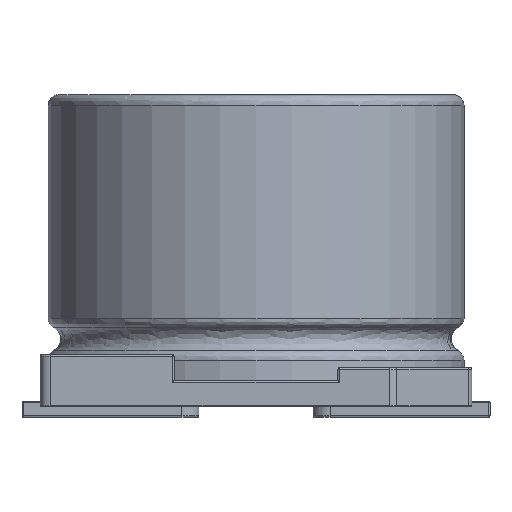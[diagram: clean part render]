
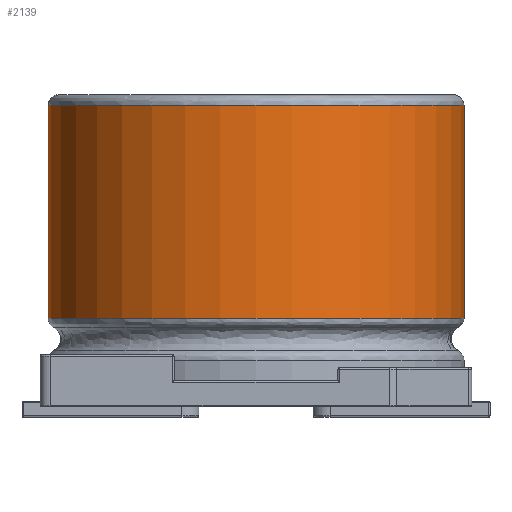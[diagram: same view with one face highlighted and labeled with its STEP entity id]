
A CAD part, front view. The second image highlights one B-rep face of the part: STEP entity #2139.
In plain terms, the highlighted cylindrical face has radius 4 mm (diameter 8 mm), a partial arc.
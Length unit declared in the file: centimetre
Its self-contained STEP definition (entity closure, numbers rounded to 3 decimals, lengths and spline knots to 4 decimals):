
#100 = CARTESIAN_POINT ( 'NONE',  ( 0., 0., 0.1903 ) ) ;
#101 = DIRECTION ( 'NONE',  ( 0., 0., 1. ) ) ;
#102 = DIRECTION ( 'NONE',  ( 1., 0., 0. ) ) ;
#131 = LINE ( 'NONE', #132, #7473 ) ;
#132 = CARTESIAN_POINT ( 'NONE',  ( -0.4, 0., 0.07 ) ) ;
#133 = DIRECTION ( 'NONE',  ( 0., 0., 1. ) ) ;
#137 = LINE ( 'NONE', #138, #7474 ) ;
#138 = CARTESIAN_POINT ( 'NONE',  ( 0.4, 0., 0.07 ) ) ;
#139 = DIRECTION ( 'NONE',  ( 0., 0., 1. ) ) ;
#747 = EDGE_CURVE ( 'NONE', #8609, #8608, #2235, .T. ) ;
#925 = EDGE_CURVE ( 'NONE', #8613, #8614, #2311, .T. ) ;
#935 = EDGE_CURVE ( 'NONE', #8613, #8608, #131, .T. ) ;
#937 = EDGE_CURVE ( 'NONE', #8614, #8609, #137, .T. ) ;
#1384 = CARTESIAN_POINT ( 'NONE',  ( 0., 0., 0.07 ) ) ;
#1385 = DIRECTION ( 'NONE',  ( 0., 0., 1. ) ) ;
#1386 = DIRECTION ( 'NONE',  ( 1., 0., 0. ) ) ;
#1445 = AXIS2_PLACEMENT_3D ( 'NONE', #1384, #1385, #1386 ) ;
#1446 = CYLINDRICAL_SURFACE ( 'NONE', #1445, 0.4 ) ;
#1705 = EDGE_LOOP ( 'NONE', ( #8438, #8439, #8440, #8437 ) ) ;
#2139 = ADVANCED_FACE ( 'NONE', ( #6336 ), #1446, .T. ) ;
#2235 = CIRCLE ( 'NONE', #13314, 0.4 ) ;
#2311 = CIRCLE ( 'NONE', #7464, 0.4 ) ;
#6336 = FACE_OUTER_BOUND ( 'NONE', #1705, .T. ) ;
#6917 = CARTESIAN_POINT ( 'NONE',  ( 0., 0., 0.6 ) ) ;
#6918 = DIRECTION ( 'NONE',  ( 0., 0., -1. ) ) ;
#6919 = DIRECTION ( 'NONE',  ( 1., 0., 0. ) ) ;
#7464 = AXIS2_PLACEMENT_3D ( 'NONE', #100, #101, #102 ) ;
#7473 = VECTOR ( 'NONE', #133, 100. ) ;
#7474 = VECTOR ( 'NONE', #139, 100. ) ;
#8437 = ORIENTED_EDGE ( 'NONE', *, *, #747, .T. ) ;
#8438 = ORIENTED_EDGE ( 'NONE', *, *, #935, .F. ) ;
#8439 = ORIENTED_EDGE ( 'NONE', *, *, #925, .T. ) ;
#8440 = ORIENTED_EDGE ( 'NONE', *, *, #937, .T. ) ;
#8608 = VERTEX_POINT ( 'NONE', #11673 ) ;
#8609 = VERTEX_POINT ( 'NONE', #11674 ) ;
#8613 = VERTEX_POINT ( 'NONE', #11678 ) ;
#8614 = VERTEX_POINT ( 'NONE', #11679 ) ;
#11673 = CARTESIAN_POINT ( 'NONE',  ( -0.4, 0., 0.6 ) ) ;
#11674 = CARTESIAN_POINT ( 'NONE',  ( 0.4, 0., 0.6 ) ) ;
#11678 = CARTESIAN_POINT ( 'NONE',  ( -0.4, 0., 0.1903 ) ) ;
#11679 = CARTESIAN_POINT ( 'NONE',  ( 0.4, 0., 0.1903 ) ) ;
#13314 = AXIS2_PLACEMENT_3D ( 'NONE', #6917, #6918, #6919 ) ;
